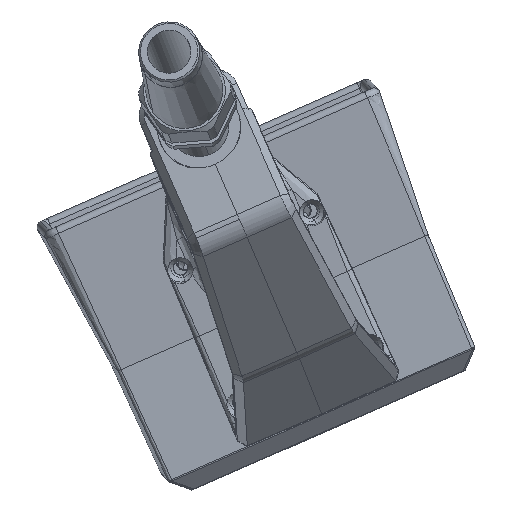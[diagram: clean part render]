
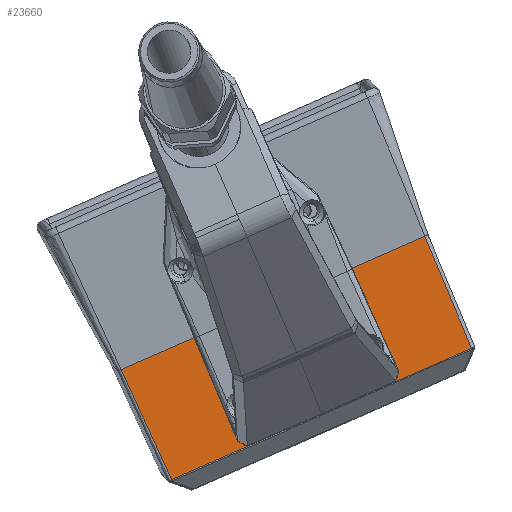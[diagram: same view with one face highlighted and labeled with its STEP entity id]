
A CAD part, left-side view. The second image highlights one B-rep face of the part: STEP entity #23660.
In plain terms, the highlighted face is planar.
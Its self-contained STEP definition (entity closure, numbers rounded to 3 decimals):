
#546 = EDGE_CURVE ( 'NONE', #10081, #13515, #5178, .T. ) ;
#711 = CARTESIAN_POINT ( 'NONE',  ( -75.732, -20., -63.971 ) ) ;
#862 = CARTESIAN_POINT ( 'NONE',  ( -75.456, 46.956, -79.794 ) ) ;
#1099 = CARTESIAN_POINT ( 'NONE',  ( -75.68, -20., -66.971 ) ) ;
#1680 = CIRCLE ( 'NONE', #20781, 3. ) ;
#2402 = DIRECTION ( 'NONE',  ( -0.017, 0., 1. ) ) ;
#2748 = VERTEX_POINT ( 'NONE', #7398 ) ;
#3002 = CARTESIAN_POINT ( 'NONE',  ( -75.456, -46.956, -79.794 ) ) ;
#3495 = DIRECTION ( 'NONE',  ( 0., -1., 0. ) ) ;
#3815 = CARTESIAN_POINT ( 'NONE',  ( -76.063, 47.563, -45. ) ) ;
#4437 = AXIS2_PLACEMENT_3D ( 'NONE', #8803, #29119, #16548 ) ;
#4493 = FACE_OUTER_BOUND ( 'NONE', #27724, .T. ) ;
#4886 = CIRCLE ( 'NONE', #28279, 3. ) ;
#5038 = CARTESIAN_POINT ( 'NONE',  ( -75.68, -20., -66.971 ) ) ;
#5178 = CIRCLE ( 'NONE', #22239, 3. ) ;
#5700 = EDGE_CURVE ( 'NONE', #13515, #10081, #1680, .T. ) ;
#5792 = EDGE_CURVE ( 'NONE', #10798, #2748, #13037, .T. ) ;
#6129 = FACE_BOUND ( 'NONE', #14362, .T. ) ;
#6191 = EDGE_CURVE ( 'NONE', #2748, #10798, #4886, .T. ) ;
#6447 = CARTESIAN_POINT ( 'NONE',  ( -75.658, 47.158, -68.196 ) ) ;
#6543 = AXIS2_PLACEMENT_3D ( 'NONE', #33669, #17984, #2402 ) ;
#7013 = CARTESIAN_POINT ( 'NONE',  ( -75.456, -46.956, -79.794 ) ) ;
#7398 = CARTESIAN_POINT ( 'NONE',  ( -75.627, 20., -69.97 ) ) ;
#7561 = VERTEX_POINT ( 'NONE', #862 ) ;
#7819 = EDGE_LOOP ( 'NONE', ( #19370, #24017 ) ) ;
#7962 = EDGE_CURVE ( 'NONE', #33419, #14231, #32809, .T. ) ;
#8373 = ORIENTED_EDGE ( 'NONE', *, *, #546, .T. ) ;
#8388 = ORIENTED_EDGE ( 'NONE', *, *, #12636, .T. ) ;
#8803 = CARTESIAN_POINT ( 'NONE',  ( -75.68, 20., -66.971 ) ) ;
#9139 = DIRECTION ( 'NONE',  ( 1., 0., 0.017 ) ) ;
#9565 = CARTESIAN_POINT ( 'NONE',  ( -76.063, 52.5, -45. ) ) ;
#9726 = CARTESIAN_POINT ( 'NONE',  ( -76.063, -47.563, -45. ) ) ;
#9737 = CARTESIAN_POINT ( 'NONE',  ( -76.063, 47.563, -45. ) ) ;
#10081 = VERTEX_POINT ( 'NONE', #27444 ) ;
#10798 = VERTEX_POINT ( 'NONE', #16110 ) ;
#10855 = CARTESIAN_POINT ( 'NONE',  ( -75.861, -47.361, -56.598 ) ) ;
#11761 = B_SPLINE_CURVE_WITH_KNOTS ( 'NONE', 3,
 ( #3002, #23901, #10855, #29144 ),
 .UNSPECIFIED., .F., .F.,
 ( 4, 4 ),
 ( 0.401, 0.6 ),
 .UNSPECIFIED. ) ;
#11976 = VECTOR ( 'NONE', #22952, 1000. ) ;
#12636 = EDGE_CURVE ( 'NONE', #7561, #25650, #29352, .T. ) ;
#13037 = CIRCLE ( 'NONE', #4437, 3. ) ;
#13515 = VERTEX_POINT ( 'NONE', #711 ) ;
#14231 = VERTEX_POINT ( 'NONE', #9726 ) ;
#14362 = EDGE_LOOP ( 'NONE', ( #25975, #8373 ) ) ;
#15069 = B_SPLINE_CURVE_WITH_KNOTS ( 'NONE', 3,
 ( #3815, #19407, #6447, #24727 ),
 .UNSPECIFIED., .F., .F.,
 ( 4, 4 ),
 ( 0.4, 0.599 ),
 .UNSPECIFIED. ) ;
#15409 = VECTOR ( 'NONE', #3495, 1000. ) ;
#16110 = CARTESIAN_POINT ( 'NONE',  ( -75.732, 20., -63.971 ) ) ;
#16146 = DIRECTION ( 'NONE',  ( -0.017, 0., 1. ) ) ;
#16548 = DIRECTION ( 'NONE',  ( -0.017, 0., 1. ) ) ;
#17220 = ORIENTED_EDGE ( 'NONE', *, *, #7962, .F. ) ;
#17911 = DIRECTION ( 'NONE',  ( 1., 0., 0.017 ) ) ;
#17984 = DIRECTION ( 'NONE',  ( -1., 0., -0.017 ) ) ;
#18314 = FACE_BOUND ( 'NONE', #7819, .T. ) ;
#19103 = CARTESIAN_POINT ( 'NONE',  ( -75.456, -46.952, -79.794 ) ) ;
#19370 = ORIENTED_EDGE ( 'NONE', *, *, #5792, .T. ) ;
#19407 = CARTESIAN_POINT ( 'NONE',  ( -75.861, 47.361, -56.598 ) ) ;
#19763 = DIRECTION ( 'NONE',  ( 1., 0., 0.017 ) ) ;
#20778 = CARTESIAN_POINT ( 'NONE',  ( -75.68, 20., -66.971 ) ) ;
#20781 = AXIS2_PLACEMENT_3D ( 'NONE', #5038, #9139, #16146 ) ;
#22239 = AXIS2_PLACEMENT_3D ( 'NONE', #1099, #19763, #32581 ) ;
#22952 = DIRECTION ( 'NONE',  ( 0., -1., 0. ) ) ;
#23242 = EDGE_CURVE ( 'NONE', #25650, #14231, #11761, .T. ) ;
#23660 = ADVANCED_FACE ( 'NONE', ( #18314, #6129, #4493 ), #28420, .T. ) ;
#23901 = CARTESIAN_POINT ( 'NONE',  ( -75.658, -47.158, -68.196 ) ) ;
#24017 = ORIENTED_EDGE ( 'NONE', *, *, #6191, .T. ) ;
#24727 = CARTESIAN_POINT ( 'NONE',  ( -75.456, 46.956, -79.794 ) ) ;
#25650 = VERTEX_POINT ( 'NONE', #7013 ) ;
#25975 = ORIENTED_EDGE ( 'NONE', *, *, #5700, .T. ) ;
#26752 = DIRECTION ( 'NONE',  ( -0.017, 0., 1. ) ) ;
#27081 = EDGE_CURVE ( 'NONE', #33419, #7561, #15069, .T. ) ;
#27444 = CARTESIAN_POINT ( 'NONE',  ( -75.627, -20., -69.97 ) ) ;
#27724 = EDGE_LOOP ( 'NONE', ( #29324, #8388, #33828, #17220 ) ) ;
#28279 = AXIS2_PLACEMENT_3D ( 'NONE', #20778, #17911, #26752 ) ;
#28420 = PLANE ( 'NONE',  #6543 ) ;
#29119 = DIRECTION ( 'NONE',  ( 1., 0., 0.017 ) ) ;
#29144 = CARTESIAN_POINT ( 'NONE',  ( -76.063, -47.563, -45. ) ) ;
#29324 = ORIENTED_EDGE ( 'NONE', *, *, #27081, .T. ) ;
#29352 = LINE ( 'NONE', #19103, #15409 ) ;
#32581 = DIRECTION ( 'NONE',  ( -0.017, 0., 1. ) ) ;
#32809 = LINE ( 'NONE', #9565, #11976 ) ;
#33419 = VERTEX_POINT ( 'NONE', #9737 ) ;
#33669 = CARTESIAN_POINT ( 'NONE',  ( -76.063, 48.563, -45. ) ) ;
#33828 = ORIENTED_EDGE ( 'NONE', *, *, #23242, .T. ) ;
